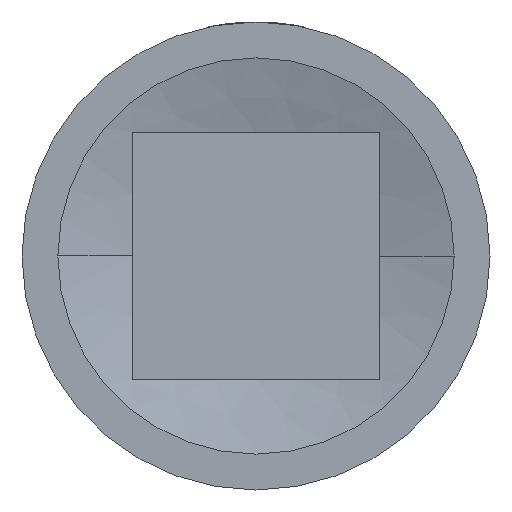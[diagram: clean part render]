
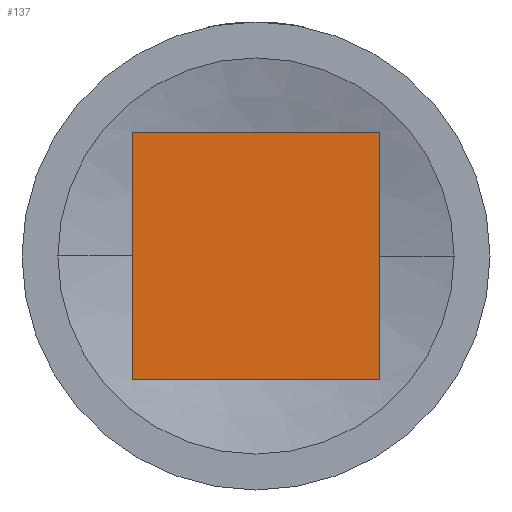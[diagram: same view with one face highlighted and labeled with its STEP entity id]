
A CAD part, front view. The second image highlights one B-rep face of the part: STEP entity #137.
In plain terms, the highlighted planar face has unit normal (0, -1, 0).
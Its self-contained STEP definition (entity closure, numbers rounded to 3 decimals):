
#21 = ORIENTED_EDGE ( 'NONE', *, *, #268, .T. ) ;
#44 = VERTEX_POINT ( 'NONE', #1473 ) ;
#86 = EDGE_CURVE ( 'NONE', #168, #1592, #539, .T. ) ;
#137 = ADVANCED_FACE ( 'NONE', ( #1609 ), #409, .T. ) ;
#168 = VERTEX_POINT ( 'NONE', #819 ) ;
#268 = EDGE_CURVE ( 'NONE', #1592, #569, #577, .T. ) ;
#273 = CARTESIAN_POINT ( 'NONE',  ( 6.35, 18., -6.35 ) ) ;
#280 = CARTESIAN_POINT ( 'NONE',  ( 6.35, 18., 6.35 ) ) ;
#398 = CARTESIAN_POINT ( 'NONE',  ( 6.35, 18., 6.35 ) ) ;
#408 = CARTESIAN_POINT ( 'NONE',  ( -6.35, 18., 6.35 ) ) ;
#409 = PLANE ( 'NONE',  #1414 ) ;
#493 = ORIENTED_EDGE ( 'NONE', *, *, #86, .T. ) ;
#535 = EDGE_CURVE ( 'NONE', #44, #168, #688, .T. ) ;
#539 = LINE ( 'NONE', #1315, #800 ) ;
#569 = VERTEX_POINT ( 'NONE', #280 ) ;
#577 = LINE ( 'NONE', #273, #781 ) ;
#641 = EDGE_LOOP ( 'NONE', ( #493, #21, #1269, #1409 ) ) ;
#688 = LINE ( 'NONE', #408, #751 ) ;
#751 = VECTOR ( 'NONE', #947, 1000. ) ;
#781 = VECTOR ( 'NONE', #1403, 1000. ) ;
#800 = VECTOR ( 'NONE', #1596, 1000. ) ;
#819 = CARTESIAN_POINT ( 'NONE',  ( -6.35, 18., -6.35 ) ) ;
#894 = VECTOR ( 'NONE', #1468, 1000. ) ;
#947 = DIRECTION ( 'NONE',  ( 0., 0., -1. ) ) ;
#968 = DIRECTION ( 'NONE',  ( 0., -1., 0. ) ) ;
#1012 = EDGE_CURVE ( 'NONE', #569, #44, #1599, .T. ) ;
#1107 = DIRECTION ( 'NONE',  ( 0., 0., -1. ) ) ;
#1144 = CARTESIAN_POINT ( 'NONE',  ( 6.35, 18., -6.35 ) ) ;
#1269 = ORIENTED_EDGE ( 'NONE', *, *, #1012, .T. ) ;
#1315 = CARTESIAN_POINT ( 'NONE',  ( -6.35, 18., -6.35 ) ) ;
#1345 = CARTESIAN_POINT ( 'NONE',  ( 0., 18., 0. ) ) ;
#1403 = DIRECTION ( 'NONE',  ( 0., 0., 1. ) ) ;
#1409 = ORIENTED_EDGE ( 'NONE', *, *, #535, .T. ) ;
#1414 = AXIS2_PLACEMENT_3D ( 'NONE', #1345, #968, #1107 ) ;
#1468 = DIRECTION ( 'NONE',  ( -1., 0., 0. ) ) ;
#1473 = CARTESIAN_POINT ( 'NONE',  ( -6.35, 18., 6.35 ) ) ;
#1592 = VERTEX_POINT ( 'NONE', #1144 ) ;
#1596 = DIRECTION ( 'NONE',  ( 1., 0., 0. ) ) ;
#1599 = LINE ( 'NONE', #398, #894 ) ;
#1609 = FACE_OUTER_BOUND ( 'NONE', #641, .T. ) ;
